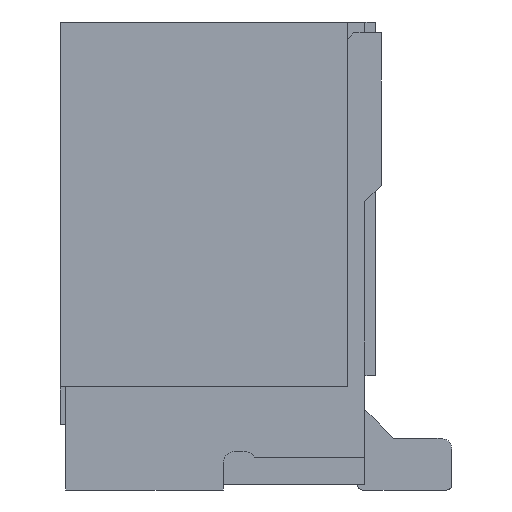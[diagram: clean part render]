
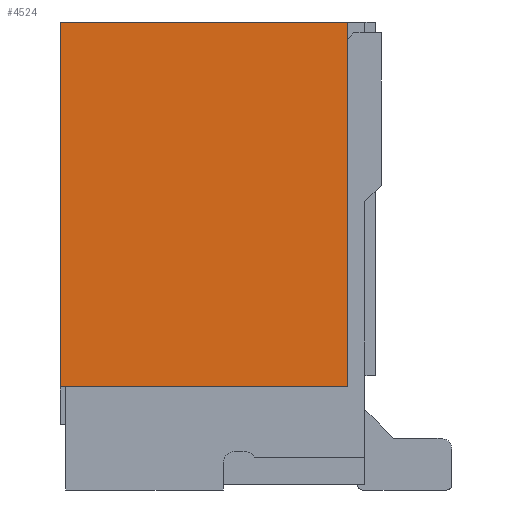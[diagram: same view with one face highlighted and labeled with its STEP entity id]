
A CAD part, left-side view. The second image highlights one B-rep face of the part: STEP entity #4524.
In plain terms, the highlighted planar face has unit normal (-1, 0, 0).
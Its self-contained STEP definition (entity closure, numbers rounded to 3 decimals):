
#96=DIRECTION('',(0.,0.,-1.));
#97=VECTOR('',#96,3.35);
#98=CARTESIAN_POINT('',(-4.65,1.45,0.));
#99=LINE('',#98,#97);
#398=DIRECTION('',(0.,0.,-1.));
#399=VECTOR('',#398,3.35);
#400=CARTESIAN_POINT('',(-4.65,-1.19,0.));
#401=LINE('',#400,#399);
#402=DIRECTION('',(0.,-1.,0.));
#403=VECTOR('',#402,2.64);
#404=CARTESIAN_POINT('',(-4.65,1.45,0.));
#405=LINE('',#404,#403);
#410=DIRECTION('',(0.,-1.,0.));
#411=VECTOR('',#410,2.64);
#412=CARTESIAN_POINT('',(-4.65,1.45,-3.35));
#413=LINE('',#412,#411);
#3082=CARTESIAN_POINT('',(-4.65,1.45,0.));
#3083=CARTESIAN_POINT('',(-4.65,1.45,-3.35));
#3084=VERTEX_POINT('',#3082);
#3085=VERTEX_POINT('',#3083);
#3094=CARTESIAN_POINT('',(-4.65,-1.19,0.));
#3095=CARTESIAN_POINT('',(-4.65,-1.19,-3.35));
#3096=VERTEX_POINT('',#3094);
#3097=VERTEX_POINT('',#3095);
#4511=CARTESIAN_POINT('',(-4.65,1.45,0.));
#4512=DIRECTION('',(-1.,0.,0.));
#4513=DIRECTION('',(0.,0.,-1.));
#4514=AXIS2_PLACEMENT_3D('',#4511,#4512,#4513);
#4515=PLANE('',#4514);
#4516=ORIENTED_EDGE('',*,*,#4501,.T.);
#4518=ORIENTED_EDGE('',*,*,#4517,.F.);
#4519=ORIENTED_EDGE('',*,*,#4085,.F.);
#4521=ORIENTED_EDGE('',*,*,#4520,.T.);
#4522=EDGE_LOOP('',(#4516,#4518,#4519,#4521));
#4523=FACE_OUTER_BOUND('',#4522,.F.);
#4524=ADVANCED_FACE('',(#4523),#4515,.T.);
#4085=EDGE_CURVE('',#3084,#3085,#99,.T.);
#4501=EDGE_CURVE('',#3096,#3097,#401,.T.);
#4517=EDGE_CURVE('',#3085,#3097,#413,.T.);
#4520=EDGE_CURVE('',#3084,#3096,#405,.T.);
